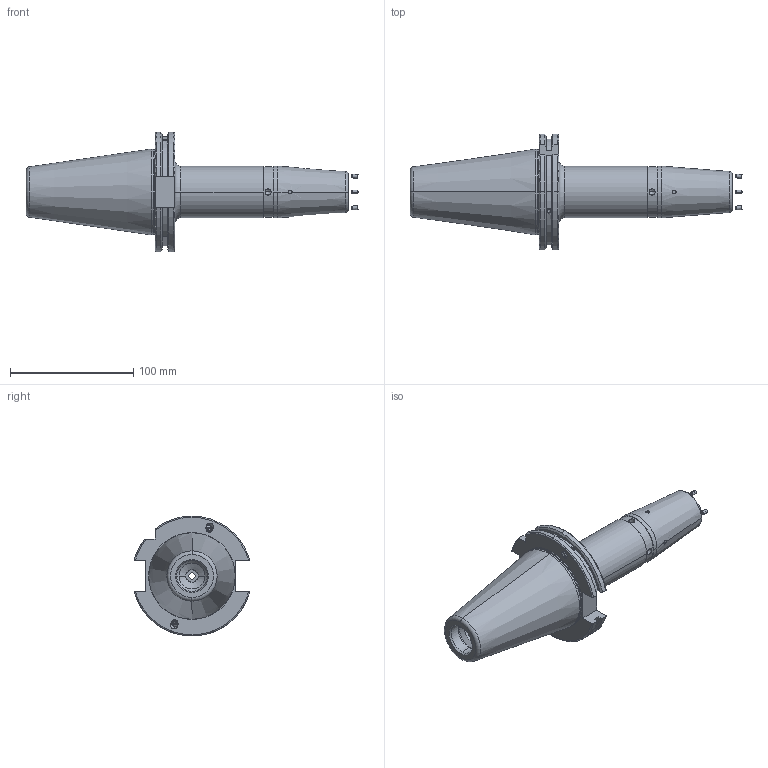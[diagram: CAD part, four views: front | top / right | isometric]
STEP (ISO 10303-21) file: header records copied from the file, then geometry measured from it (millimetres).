
FILE_DESCRIPTION (( 'STEP AP214' ), '1' );
FILE_NAME ('F1S509H-SFK20160.STEP', '2024-05-28T07:36:28', ( '' ), ( '' ), 'SwSTEP 2.0', 'SolidWorks 2024', '' );
FILE_SCHEMA (( 'AUTOMOTIVE_DESIGN' ));
Length unit declared in the file: millimetre
Products named in the file (7): GS-M4X4_DIN 913 - M4 x 4-N; GS-M3X5; GS-M4X4-COATING_DIN 913 - M4 x 4-N; F1S509H-SFK20160; EXPANDER PLUG Ø3x3.6; SCWM16X1X20-FLAT; SK50SFK20160FWW
Assembly tree (14 placements, depth 2):
  F1S509H-SFK20160
    SK50SFK20160FWW
    SCWM16X1X20-FLAT
    EXPANDER PLUG Ø3x3.6  x4
    GS-M4X4_DIN 913 - M4 x 4-N  x2
    GS-M4X4-COATING_DIN 913 - M4 x 4-N  x2
    GS-M3X5  x4
Bounding box: 269.79 x 94.05 x 97.5 mm (x, y, z)
Volume: 477880.6 mm3; surface area: 72780.9 mm2
Topology: 14 solids, 14 shells, 445 faces, 1056 edges, 637 vertices
Faces by surface type: cone 158, cylinder 134, plane 133, torus 20
Entity records: 10051 total; most frequent: CARTESIAN_POINT 2920, DIRECTION 1509, ORIENTED_EDGE 1404, EDGE_CURVE 702, AXIS2_PLACEMENT_3D 601, VERTEX_POINT 430, EDGE_LOOP 330, VECTOR 307
